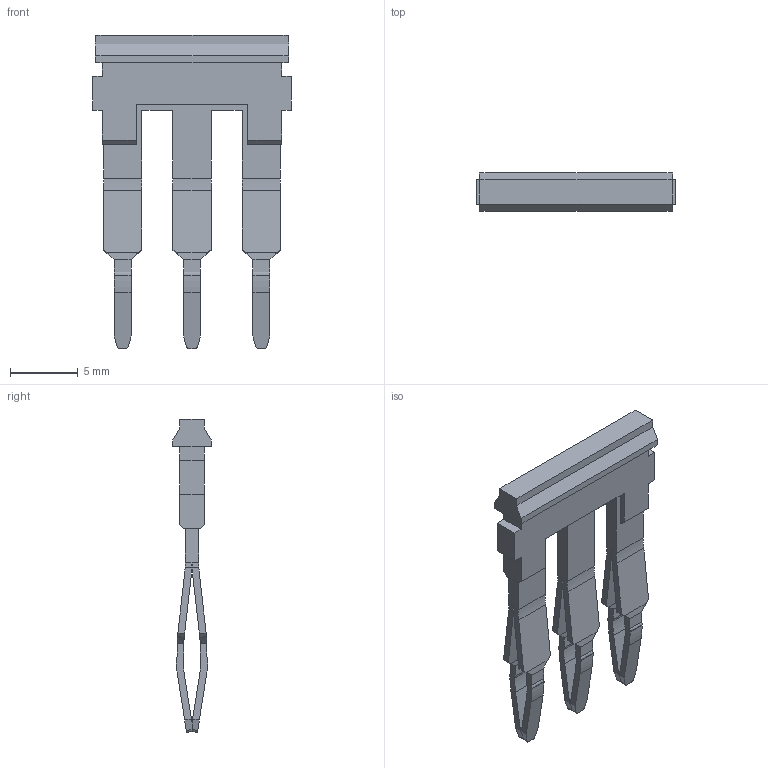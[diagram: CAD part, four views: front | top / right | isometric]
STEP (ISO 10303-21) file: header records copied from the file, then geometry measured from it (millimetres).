
FILE_DESCRIPTION(('CATIA V5R22 STEP214','CAx-IF Rec.Pracs.--- Model Styling and Organization---1.4--- 2014-01-23'),'2;1');
FILE_NAME ('018902-13_0_1693810000_1693810000.stp','2021-05-04T05:48:24+00:00',('none'),('Weidmueller'),'CATIA Version 5-6 Release 2016 SP3 HF44','CATIA V5 STEP AP214','none');
FILE_SCHEMA(('AUTOMOTIVE_DESIGN { 1 0 10303 214 1 1 1 1 }'));
Length unit declared in the file: millimetre
Products named in the file (1): ZQV 2.5N/3
Bounding box: 14.6 x 2.8 x 23.02 mm (x, y, z)
Volume: 257.5 mm3; surface area: 833.3 mm2
Topology: 2 solids, 3 shells, 234 faces, 711 edges, 478 vertices
Faces by surface type: plane 160, cylinder 62, bspline 12
Entity records: 7646 total; most frequent: CARTESIAN_POINT 1815, ORIENTED_EDGE 1422, DIRECTION 873, EDGE_CURVE 711, VECTOR 485, LINE 485, VERTEX_POINT 478, AXIS2_PLACEMENT_3D 263
